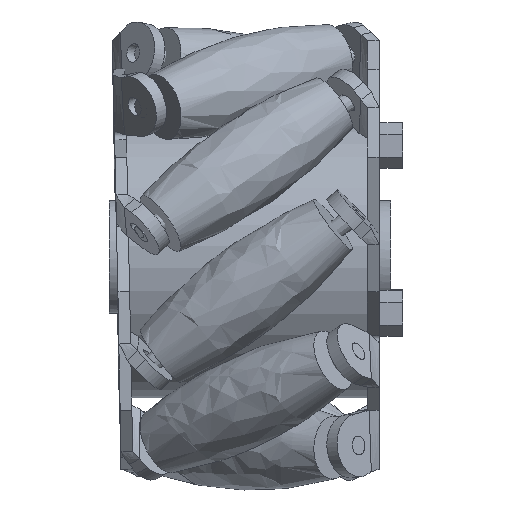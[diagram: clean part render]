
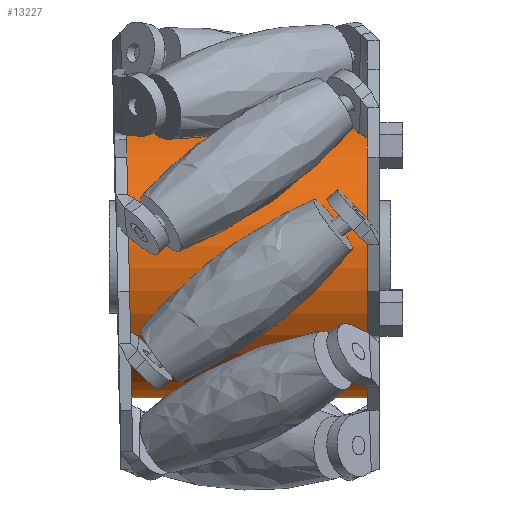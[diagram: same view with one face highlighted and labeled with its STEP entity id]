
A CAD part, front view. The second image highlights one B-rep face of the part: STEP entity #13227.
In plain terms, the highlighted free-form (B-spline) face has degree [2, 1] with [9, 2] control points.
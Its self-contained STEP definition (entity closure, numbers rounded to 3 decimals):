
#13227 = ADVANCED_FACE('',(#13228),#13260,.T.);
#13228 = FACE_BOUND('',#13229,.T.);
#13229 = EDGE_LOOP('',(#13230,#13242,#13249,#13259));
#13230 = ORIENTED_EDGE('',*,*,#13231,.F.);
#13231 = EDGE_CURVE('',#13232,#13232,#13234,.T.);
#13232 = VERTEX_POINT('',#13233);
#13233 = CARTESIAN_POINT('',(-1.736,0.,
    -34.505));
#13234 = ( BOUNDED_CURVE() B_SPLINE_CURVE(2,(#13235,#13236,#13237,#13238
    ,#13239,#13240,#13241),.UNSPECIFIED.,.T.,.F.) 
B_SPLINE_CURVE_WITH_KNOTS((3,2,2,3),(3.142,5.236,
7.33,9.425),.PIECEWISE_BEZIER_KNOTS.) CURVE() 
GEOMETRIC_REPRESENTATION_ITEM() RATIONAL_B_SPLINE_CURVE((1.,0.5,1.,0.5,
1.,0.5,1.)) REPRESENTATION_ITEM('') );
#13235 = CARTESIAN_POINT('',(-1.736,0.,
    -34.505));
#13236 = CARTESIAN_POINT('',(-1.736,-59.764,
    -34.505));
#13237 = CARTESIAN_POINT('',(-1.736,-29.882,
    17.252));
#13238 = CARTESIAN_POINT('',(-1.736,0.,
    69.009));
#13239 = CARTESIAN_POINT('',(-1.736,29.882,
    17.252));
#13240 = CARTESIAN_POINT('',(-1.736,59.764,
    -34.505));
#13241 = CARTESIAN_POINT('',(-1.736,0.,
    -34.505));
#13242 = ORIENTED_EDGE('',*,*,#13243,.T.);
#13243 = EDGE_CURVE('',#13232,#13244,#13246,.T.);
#13244 = VERTEX_POINT('',#13245);
#13245 = CARTESIAN_POINT('',(57.43,0.,
    -34.505));
#13246 = B_SPLINE_CURVE_WITH_KNOTS('',1,(#13247,#13248),.UNSPECIFIED.,
  .F.,.F.,(2,2),(-51.511,0.),.PIECEWISE_BEZIER_KNOTS.);
#13247 = CARTESIAN_POINT('',(-1.736,0.,
    -34.505));
#13248 = CARTESIAN_POINT('',(57.43,0.,
    -34.505));
#13249 = ORIENTED_EDGE('',*,*,#13250,.T.);
#13250 = EDGE_CURVE('',#13244,#13244,#13251,.T.);
#13251 = ( BOUNDED_CURVE() B_SPLINE_CURVE(2,(#13252,#13253,#13254,#13255
    ,#13256,#13257,#13258),.UNSPECIFIED.,.T.,.F.) 
B_SPLINE_CURVE_WITH_KNOTS((3,2,2,3),(3.142,5.236,
7.33,9.425),.PIECEWISE_BEZIER_KNOTS.) CURVE() 
GEOMETRIC_REPRESENTATION_ITEM() RATIONAL_B_SPLINE_CURVE((1.,0.5,1.,0.5,
1.,0.5,1.)) REPRESENTATION_ITEM('') );
#13252 = CARTESIAN_POINT('',(57.43,0.,
    -34.505));
#13253 = CARTESIAN_POINT('',(57.43,-59.764,
    -34.505));
#13254 = CARTESIAN_POINT('',(57.43,-29.882,
    17.252));
#13255 = CARTESIAN_POINT('',(57.43,0.,
    69.009));
#13256 = CARTESIAN_POINT('',(57.43,29.882,
    17.252));
#13257 = CARTESIAN_POINT('',(57.43,59.764,
    -34.505));
#13258 = CARTESIAN_POINT('',(57.43,0.,
    -34.505));
#13259 = ORIENTED_EDGE('',*,*,#13243,.F.);
#13260 = ( BOUNDED_SURFACE() B_SPLINE_SURFACE(2,1,(
    (#13261,#13262)
    ,(#13263,#13264)
    ,(#13265,#13266)
    ,(#13267,#13268)
    ,(#13269,#13270)
    ,(#13271,#13272)
    ,(#13273,#13274)
    ,(#13275,#13276)
    ,(#13277,#13278
)),.UNSPECIFIED.,.T.,.F.,.F.) B_SPLINE_SURFACE_WITH_KNOTS((3,2,2,2,3),(2
    ,2),(-3.142,-2.094,0.,2.094,3.142)
,(0.,51.511),.UNSPECIFIED.) GEOMETRIC_REPRESENTATION_ITEM() 
RATIONAL_B_SPLINE_SURFACE((
    (0.75,0.75)
    ,(0.75,0.75)
    ,(1.,1.)
    ,(0.5,0.5)
    ,(1.,1.)
    ,(0.5,0.5)
    ,(1.,1.)
    ,(0.75,0.75)
,(0.75,0.75))) REPRESENTATION_ITEM('') SURFACE() );
#13261 = CARTESIAN_POINT('',(57.43,0.,
    -34.505));
#13262 = CARTESIAN_POINT('',(-1.736,0.,
    -34.505));
#13263 = CARTESIAN_POINT('',(57.43,-19.921,
    -34.505));
#13264 = CARTESIAN_POINT('',(-1.736,-19.921,
    -34.505));
#13265 = CARTESIAN_POINT('',(57.43,-29.882,
    -17.252));
#13266 = CARTESIAN_POINT('',(-1.736,-29.882,
    -17.252));
#13267 = CARTESIAN_POINT('',(57.43,-59.764,
    34.505));
#13268 = CARTESIAN_POINT('',(-1.736,-59.764,
    34.505));
#13269 = CARTESIAN_POINT('',(57.43,0.,34.505));
#13270 = CARTESIAN_POINT('',(-1.736,0.,34.505));
#13271 = CARTESIAN_POINT('',(57.43,59.764,
    34.505));
#13272 = CARTESIAN_POINT('',(-1.736,59.764,
    34.505));
#13273 = CARTESIAN_POINT('',(57.43,29.882,
    -17.252));
#13274 = CARTESIAN_POINT('',(-1.736,29.882,
    -17.252));
#13275 = CARTESIAN_POINT('',(57.43,19.921,
    -34.505));
#13276 = CARTESIAN_POINT('',(-1.736,19.921,
    -34.505));
#13277 = CARTESIAN_POINT('',(57.43,0.,
    -34.505));
#13278 = CARTESIAN_POINT('',(-1.736,0.,
    -34.505));
